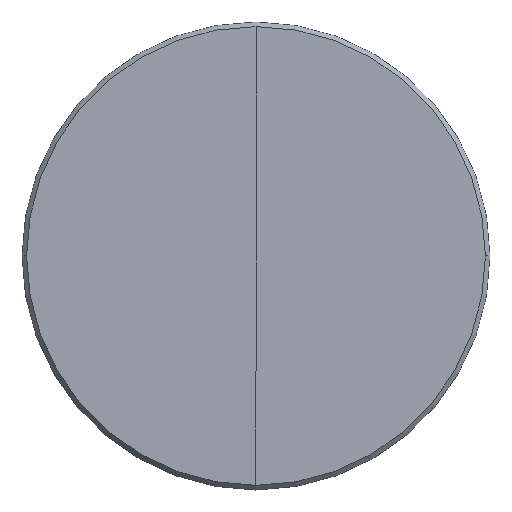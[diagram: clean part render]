
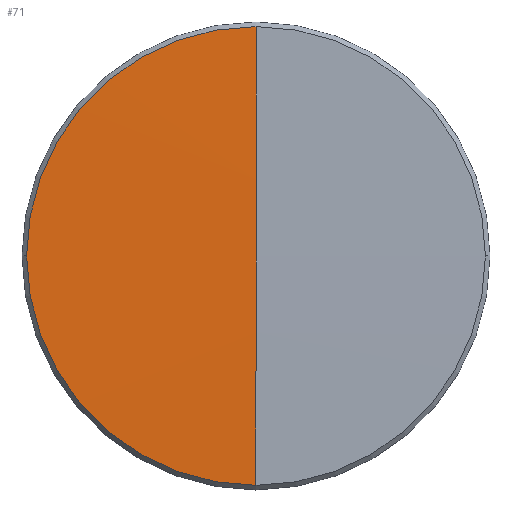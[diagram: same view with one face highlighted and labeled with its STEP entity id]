
A CAD part, top view. The second image highlights one B-rep face of the part: STEP entity #71.
In plain terms, the highlighted spherical face has radius 919.8 mm.
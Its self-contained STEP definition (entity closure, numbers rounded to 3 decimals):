
#1 = CARTESIAN_POINT ( 'NONE',  ( 0., 12.45, 1.016 ) ) ;
#25 = DIRECTION ( 'NONE',  ( 0., 0., 1. ) ) ;
#26 = ORIENTED_EDGE ( 'NONE', *, *, #113, .T. ) ;
#38 = CIRCLE ( 'NONE', #235, 12.45 ) ;
#45 = DIRECTION ( 'NONE',  ( -1., 0., 0. ) ) ;
#54 = CIRCLE ( 'NONE', #201, 919.8 ) ;
#71 = ADVANCED_FACE ( 'NONE', ( #154 ), #174, .T. ) ;
#75 = CARTESIAN_POINT ( 'NONE',  ( 0., 0., 1.016 ) ) ;
#113 = EDGE_CURVE ( 'NONE', #232, #175, #355, .T. ) ;
#117 = DIRECTION ( 'NONE',  ( 0., 1., 0. ) ) ;
#146 = CARTESIAN_POINT ( 'NONE',  ( 0., 0., 1.016 ) ) ;
#150 = EDGE_LOOP ( 'NONE', ( #26, #205, #193, #262 ) ) ;
#154 = FACE_OUTER_BOUND ( 'NONE', #150, .T. ) ;
#171 = DIRECTION ( 'NONE',  ( 0., -1., 0. ) ) ;
#174 = SPHERICAL_SURFACE ( 'NONE', #222, 919.8 ) ;
#175 = VERTEX_POINT ( 'NONE', #341 ) ;
#186 = CARTESIAN_POINT ( 'NONE',  ( 0., 0., -918.7 ) ) ;
#191 = DIRECTION ( 'NONE',  ( -1., 0., 0. ) ) ;
#193 = ORIENTED_EDGE ( 'NONE', *, *, #230, .T. ) ;
#201 = AXIS2_PLACEMENT_3D ( 'NONE', #309, #215, #220 ) ;
#205 = ORIENTED_EDGE ( 'NONE', *, *, #256, .T. ) ;
#210 = AXIS2_PLACEMENT_3D ( 'NONE', #146, #344, #191 ) ;
#215 = DIRECTION ( 'NONE',  ( 1., 0., 0. ) ) ;
#220 = DIRECTION ( 'NONE',  ( 0., 0., -1. ) ) ;
#222 = AXIS2_PLACEMENT_3D ( 'NONE', #186, #246, #117 ) ;
#230 = EDGE_CURVE ( 'NONE', #361, #358, #317, .T. ) ;
#232 = VERTEX_POINT ( 'NONE', #1 ) ;
#235 = AXIS2_PLACEMENT_3D ( 'NONE', #75, #25, #45 ) ;
#246 = DIRECTION ( 'NONE',  ( -1., 0., 0. ) ) ;
#256 = EDGE_CURVE ( 'NONE', #175, #361, #38, .T. ) ;
#262 = ORIENTED_EDGE ( 'NONE', *, *, #363, .F. ) ;
#264 = CARTESIAN_POINT ( 'NONE',  ( 0., 0., -918.7 ) ) ;
#287 = AXIS2_PLACEMENT_3D ( 'NONE', #264, #316, #171 ) ;
#298 = CARTESIAN_POINT ( 'NONE',  ( 0., 0., 1.1 ) ) ;
#309 = CARTESIAN_POINT ( 'NONE',  ( 0., 0., -918.7 ) ) ;
#316 = DIRECTION ( 'NONE',  ( -1., 0., 0. ) ) ;
#317 = CIRCLE ( 'NONE', #287, 919.8 ) ;
#336 = CARTESIAN_POINT ( 'NONE',  ( 0., -12.45, 1.016 ) ) ;
#341 = CARTESIAN_POINT ( 'NONE',  ( -12.45, 0., 1.016 ) ) ;
#344 = DIRECTION ( 'NONE',  ( 0., 0., 1. ) ) ;
#355 = CIRCLE ( 'NONE', #210, 12.45 ) ;
#358 = VERTEX_POINT ( 'NONE', #298 ) ;
#361 = VERTEX_POINT ( 'NONE', #336 ) ;
#363 = EDGE_CURVE ( 'NONE', #232, #358, #54, .T. ) ;
